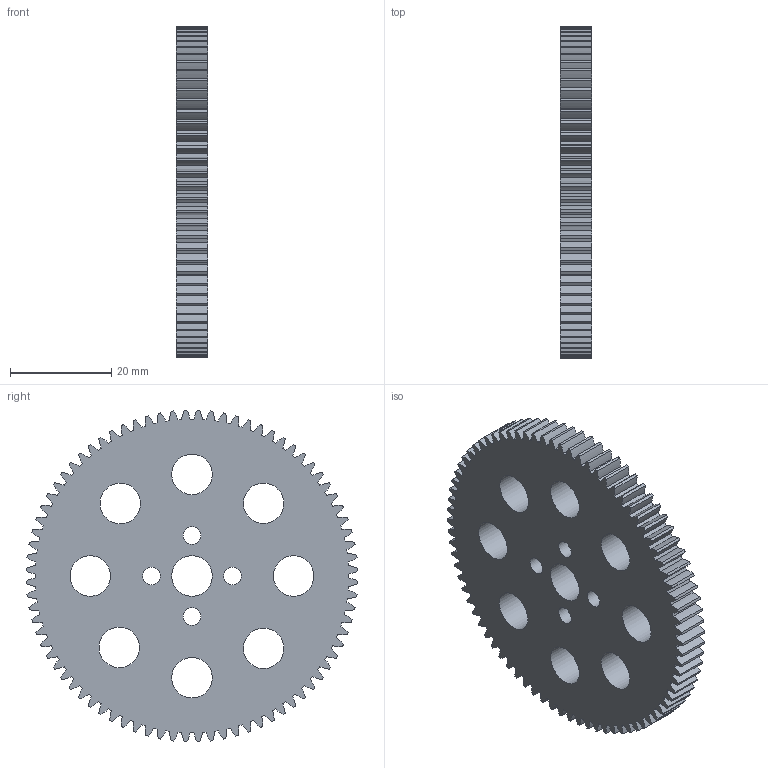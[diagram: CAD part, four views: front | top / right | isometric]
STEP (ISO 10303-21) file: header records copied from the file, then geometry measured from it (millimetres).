
FILE_DESCRIPTION(/* description */ (''),/* implementation_level */ '2;1');
FILE_NAME(/* name */ 'tetrix_739086_2012.stp',/* time_stamp */ '2013-08-31T13:36:56-08:00',/* author */ ('Kyle'),/* organization */ (''),/* preprocessor_version */ 'ST-DEVELOPER v15.2',/* originating_system */ 'Autodesk Inventor 2014',/* authorisation */ '');
FILE_SCHEMA (('CONFIG_CONTROL_DESIGN','AUTOMOTIVE_DESIGN { 1 0 10303 214 3 1 1 }'));
Length unit declared in the file: millimetre
Products named in the file (1): tetrix_739086_2012
Bounding box: 6.2 x 65.57 x 65.57 mm (x, y, z)
Volume: 16742.2 mm3; surface area: 9572.4 mm2
Topology: 1 solids, 1 shells, 335 faces, 999 edges, 666 vertices
Faces by surface type: cylinder 333, plane 2
Full cylindrical faces by diameter (mm): 3.5 x4, 8 x9
Entity records: 11687 total; most frequent: DIRECTION 2324, CARTESIAN_POINT 1988, ORIENTED_EDGE 1972, AXIS2_PLACEMENT_3D 1002, EDGE_CURVE 986, CIRCLE 666, VERTEX_POINT 666, EDGE_LOOP 374
